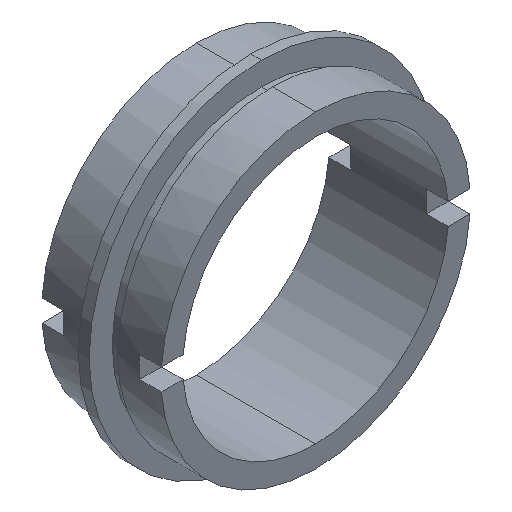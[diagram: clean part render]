
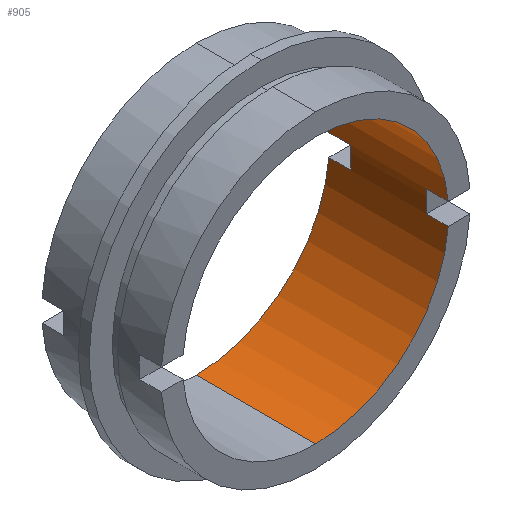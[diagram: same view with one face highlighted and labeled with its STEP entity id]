
A CAD part, isometric view. The second image highlights one B-rep face of the part: STEP entity #905.
In plain terms, the highlighted cylindrical face has radius 12.25 mm (diameter 24.5 mm), a partial arc.
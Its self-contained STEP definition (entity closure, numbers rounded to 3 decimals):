
#4 = DIRECTION ( 'NONE',  ( 0., 0., 1. ) ) ;
#11 = VERTEX_POINT ( 'NONE', #121 ) ;
#32 = CIRCLE ( 'NONE', #338, 12.25 ) ;
#40 = DIRECTION ( 'NONE',  ( 0., 1., 0. ) ) ;
#41 = CARTESIAN_POINT ( 'NONE',  ( 0., 11., 0. ) ) ;
#46 = CARTESIAN_POINT ( 'NONE',  ( 12.209, 22.677, 1. ) ) ;
#69 = ORIENTED_EDGE ( 'NONE', *, *, #1072, .F. ) ;
#75 = DIRECTION ( 'NONE',  ( 0., 1., 0. ) ) ;
#76 = EDGE_CURVE ( 'NONE', #11, #627, #916, .T. ) ;
#83 = CARTESIAN_POINT ( 'NONE',  ( 12.209, 9., 1. ) ) ;
#94 = CIRCLE ( 'NONE', #725, 12.25 ) ;
#99 = EDGE_CURVE ( 'NONE', #523, #684, #809, .T. ) ;
#115 = DIRECTION ( 'NONE',  ( 0., -1., 0. ) ) ;
#121 = CARTESIAN_POINT ( 'NONE',  ( 12.209, 11., -1. ) ) ;
#126 = AXIS2_PLACEMENT_3D ( 'NONE', #1091, #1102, #1084 ) ;
#134 = ORIENTED_EDGE ( 'NONE', *, *, #926, .F. ) ;
#137 = ORIENTED_EDGE ( 'NONE', *, *, #996, .T. ) ;
#167 = DIRECTION ( 'NONE',  ( 0., 0., 1. ) ) ;
#205 = DIRECTION ( 'NONE',  ( 0., 0., 1. ) ) ;
#209 = CARTESIAN_POINT ( 'NONE',  ( 0., 0., 0. ) ) ;
#221 = VECTOR ( 'NONE', #789, 1000. ) ;
#227 = CARTESIAN_POINT ( 'NONE',  ( 12.209, 22.677, -1. ) ) ;
#232 = CARTESIAN_POINT ( 'NONE',  ( 0., 22.677, 12.25 ) ) ;
#250 = DIRECTION ( 'NONE',  ( 0., 1., 0. ) ) ;
#252 = DIRECTION ( 'NONE',  ( 0., 1., 0. ) ) ;
#266 = CIRCLE ( 'NONE', #529, 12.25 ) ;
#271 = ORIENTED_EDGE ( 'NONE', *, *, #710, .F. ) ;
#273 = CARTESIAN_POINT ( 'NONE',  ( 12.209, 0., -1. ) ) ;
#277 = CYLINDRICAL_SURFACE ( 'NONE', #1063, 12.25 ) ;
#283 = ORIENTED_EDGE ( 'NONE', *, *, #848, .F. ) ;
#287 = VECTOR ( 'NONE', #115, 1000. ) ;
#292 = LINE ( 'NONE', #575, #472 ) ;
#310 = FACE_OUTER_BOUND ( 'NONE', #927, .T. ) ;
#321 = AXIS2_PLACEMENT_3D ( 'NONE', #843, #580, #380 ) ;
#329 = ORIENTED_EDGE ( 'NONE', *, *, #505, .F. ) ;
#338 = AXIS2_PLACEMENT_3D ( 'NONE', #209, #777, #663 ) ;
#357 = VECTOR ( 'NONE', #252, 1000. ) ;
#375 = CIRCLE ( 'NONE', #711, 12.25 ) ;
#379 = CARTESIAN_POINT ( 'NONE',  ( 12.209, 9., -1. ) ) ;
#380 = DIRECTION ( 'NONE',  ( 0., 0., 1. ) ) ;
#401 = VERTEX_POINT ( 'NONE', #954 ) ;
#407 = DIRECTION ( 'NONE',  ( 0., 1., 0. ) ) ;
#411 = VERTEX_POINT ( 'NONE', #669 ) ;
#414 = LINE ( 'NONE', #953, #357 ) ;
#420 = EDGE_CURVE ( 'NONE', #684, #401, #32, .T. ) ;
#453 = CARTESIAN_POINT ( 'NONE',  ( 0., 0., 12.25 ) ) ;
#457 = CIRCLE ( 'NONE', #126, 12.25 ) ;
#468 = DIRECTION ( 'NONE',  ( 0., -1., 0. ) ) ;
#472 = VECTOR ( 'NONE', #468, 1000. ) ;
#498 = ORIENTED_EDGE ( 'NONE', *, *, #99, .F. ) ;
#505 = EDGE_CURVE ( 'NONE', #401, #627, #414, .T. ) ;
#510 = VERTEX_POINT ( 'NONE', #453 ) ;
#522 = CARTESIAN_POINT ( 'NONE',  ( 12.209, 0., 1. ) ) ;
#523 = VERTEX_POINT ( 'NONE', #751 ) ;
#529 = AXIS2_PLACEMENT_3D ( 'NONE', #728, #1049, #1054 ) ;
#575 = CARTESIAN_POINT ( 'NONE',  ( 12.209, 22.677, -1. ) ) ;
#580 = DIRECTION ( 'NONE',  ( 0., 1., 0. ) ) ;
#614 = VECTOR ( 'NONE', #407, 1000. ) ;
#627 = VERTEX_POINT ( 'NONE', #862 ) ;
#635 = EDGE_CURVE ( 'NONE', #411, #1118, #375, .T. ) ;
#657 = CARTESIAN_POINT ( 'NONE',  ( 12.209, 22.677, 1. ) ) ;
#663 = DIRECTION ( 'NONE',  ( 0., 0., 1. ) ) ;
#669 = CARTESIAN_POINT ( 'NONE',  ( 0., 11., 12.25 ) ) ;
#684 = VERTEX_POINT ( 'NONE', #273 ) ;
#695 = ORIENTED_EDGE ( 'NONE', *, *, #822, .F. ) ;
#710 = EDGE_CURVE ( 'NONE', #11, #1103, #292, .T. ) ;
#711 = AXIS2_PLACEMENT_3D ( 'NONE', #41, #40, #167 ) ;
#723 = CARTESIAN_POINT ( 'NONE',  ( 12.209, 11., 1. ) ) ;
#725 = AXIS2_PLACEMENT_3D ( 'NONE', #1033, #250, #205 ) ;
#728 = CARTESIAN_POINT ( 'NONE',  ( 0., 9., 0. ) ) ;
#733 = ORIENTED_EDGE ( 'NONE', *, *, #635, .T. ) ;
#751 = CARTESIAN_POINT ( 'NONE',  ( 12.209, 2., -1. ) ) ;
#758 = ORIENTED_EDGE ( 'NONE', *, *, #420, .F. ) ;
#767 = CARTESIAN_POINT ( 'NONE',  ( 12.209, 2., 1. ) ) ;
#777 = DIRECTION ( 'NONE',  ( 0., 1., 0. ) ) ;
#789 = DIRECTION ( 'NONE',  ( 0., 1., 0. ) ) ;
#799 = DIRECTION ( 'NONE',  ( 0., 1., 0. ) ) ;
#809 = LINE ( 'NONE', #227, #287 ) ;
#811 = LINE ( 'NONE', #232, #614 ) ;
#822 = EDGE_CURVE ( 'NONE', #1132, #1105, #1143, .T. ) ;
#827 = ORIENTED_EDGE ( 'NONE', *, *, #76, .T. ) ;
#843 = CARTESIAN_POINT ( 'NONE',  ( 0., 11., 0. ) ) ;
#848 = EDGE_CURVE ( 'NONE', #1105, #523, #94, .T. ) ;
#862 = CARTESIAN_POINT ( 'NONE',  ( 0., 11., -12.25 ) ) ;
#905 = ADVANCED_FACE ( 'NONE', ( #310 ), #277, .F. ) ;
#916 = CIRCLE ( 'NONE', #321, 12.25 ) ;
#926 = EDGE_CURVE ( 'NONE', #1103, #1145, #266, .T. ) ;
#927 = EDGE_LOOP ( 'NONE', ( #329, #758, #498, #283, #695, #69, #137, #733, #1093, #134, #271, #827 ) ) ;
#953 = CARTESIAN_POINT ( 'NONE',  ( 0., 22.677, -12.25 ) ) ;
#954 = CARTESIAN_POINT ( 'NONE',  ( 0., 0., -12.25 ) ) ;
#981 = VECTOR ( 'NONE', #75, 1000. ) ;
#996 = EDGE_CURVE ( 'NONE', #510, #411, #811, .T. ) ;
#1016 = EDGE_CURVE ( 'NONE', #1145, #1118, #1088, .T. ) ;
#1033 = CARTESIAN_POINT ( 'NONE',  ( 0., 2., 0. ) ) ;
#1049 = DIRECTION ( 'NONE',  ( 0., -1., 0. ) ) ;
#1054 = DIRECTION ( 'NONE',  ( 0., 0., -1. ) ) ;
#1063 = AXIS2_PLACEMENT_3D ( 'NONE', #1142, #799, #4 ) ;
#1072 = EDGE_CURVE ( 'NONE', #510, #1132, #457, .T. ) ;
#1084 = DIRECTION ( 'NONE',  ( 0., 0., 1. ) ) ;
#1088 = LINE ( 'NONE', #46, #981 ) ;
#1091 = CARTESIAN_POINT ( 'NONE',  ( 0., 0., 0. ) ) ;
#1093 = ORIENTED_EDGE ( 'NONE', *, *, #1016, .F. ) ;
#1102 = DIRECTION ( 'NONE',  ( 0., 1., 0. ) ) ;
#1103 = VERTEX_POINT ( 'NONE', #379 ) ;
#1105 = VERTEX_POINT ( 'NONE', #767 ) ;
#1118 = VERTEX_POINT ( 'NONE', #723 ) ;
#1132 = VERTEX_POINT ( 'NONE', #522 ) ;
#1142 = CARTESIAN_POINT ( 'NONE',  ( 0., 22.677, 0. ) ) ;
#1143 = LINE ( 'NONE', #657, #221 ) ;
#1145 = VERTEX_POINT ( 'NONE', #83 ) ;
